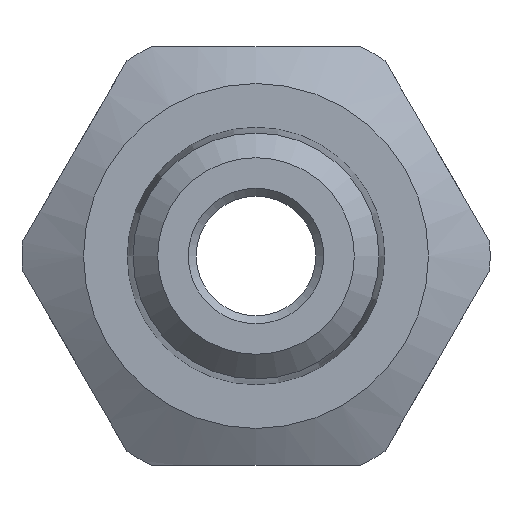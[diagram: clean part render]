
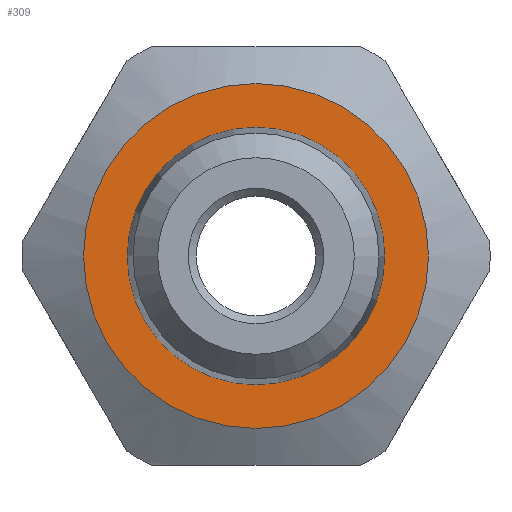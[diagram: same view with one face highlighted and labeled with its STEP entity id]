
A CAD part, front view. The second image highlights one B-rep face of the part: STEP entity #309.
In plain terms, the highlighted planar face has unit normal (0, -1, 0).
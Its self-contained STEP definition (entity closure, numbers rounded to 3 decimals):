
#309 = ADVANCED_FACE( 'NONE', ( #779, #780 ), #781, .T. );
#779 = FACE_OUTER_BOUND( '', #1935, .T. );
#780 = FACE_BOUND( '', #1936, .T. );
#781 = PLANE( '', #1937 );
#1935 = EDGE_LOOP( '', ( #4469 ) );
#1936 = EDGE_LOOP( '', ( #4470 ) );
#1937 = AXIS2_PLACEMENT_3D( '', #4471, #4472, #4473 );
#4469 = ORIENTED_EDGE( '', *, *, #5917, .T. );
#4470 = ORIENTED_EDGE( '', *, *, #5918, .T. );
#4471 = CARTESIAN_POINT( '', ( 7., 8.5, 0. ) );
#4472 = DIRECTION( '', ( 0., -1., 0. ) );
#4473 = DIRECTION( '', ( 0., 0., -1. ) );
#5917 = EDGE_CURVE( 'NONE', #6820, #6820, #6821, .T. );
#5918 = EDGE_CURVE( 'NONE', #6822, #6822, #6823, .T. );
#6820 = VERTEX_POINT( '', #9218 );
#6821 = CIRCLE( '', #9219, 7. );
#6822 = VERTEX_POINT( '', #9220 );
#6823 = CIRCLE( '', #9221, 5.225 );
#9218 = CARTESIAN_POINT( '', ( 0., 8.5, -7. ) );
#9219 = AXIS2_PLACEMENT_3D( '', #11094, #11095, #11096 );
#9220 = CARTESIAN_POINT( '', ( -5.225, 8.5, 0. ) );
#9221 = AXIS2_PLACEMENT_3D( '', #11097, #11098, #11099 );
#11094 = CARTESIAN_POINT( '', ( 0., 8.5, 0. ) );
#11095 = DIRECTION( '', ( 0., -1., 0. ) );
#11096 = DIRECTION( '', ( 0., 0., -1. ) );
#11097 = CARTESIAN_POINT( '', ( 0., 8.5, 0. ) );
#11098 = DIRECTION( '', ( 0., 1., 0. ) );
#11099 = DIRECTION( '', ( -1., 0., 0. ) );
